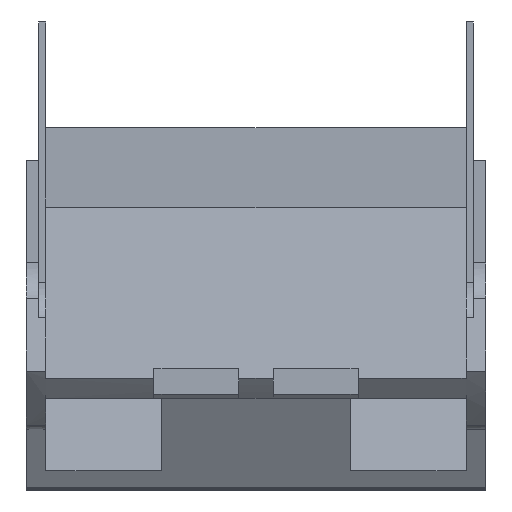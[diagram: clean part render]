
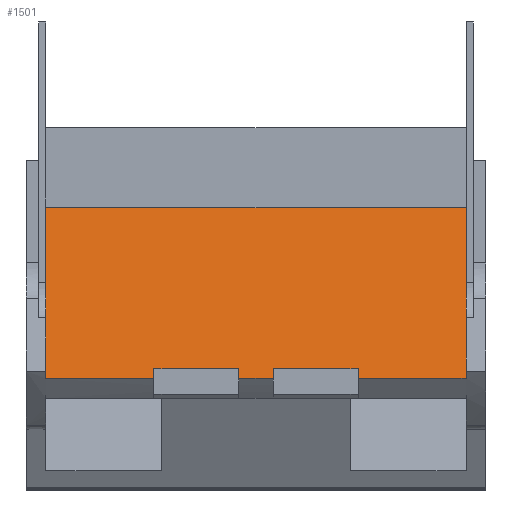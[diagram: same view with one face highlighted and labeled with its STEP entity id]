
A CAD part, top view. The second image highlights one B-rep face of the part: STEP entity #1501.
In plain terms, the highlighted planar face has unit normal (0, 0.873, 0.489).
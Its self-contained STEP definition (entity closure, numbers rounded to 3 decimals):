
#1366=AXIS2_PLACEMENT_3D('Plane Axis2P3D',#1363,#1364,#1365) ;
#567=CARTESIAN_POINT('Vertex',(21.55,13.678,88.424)) ;
#571=CARTESIAN_POINT('Control Point',(21.55,11.373,92.54)) ;
#572=CARTESIAN_POINT('Control Point',(21.55,13.678,88.424)) ;
#573=CARTESIAN_POINT('Vertex',(21.55,11.373,92.54)) ;
#576=CARTESIAN_POINT('Line Origine',(21.55,10.045,94.912)) ;
#580=CARTESIAN_POINT('Vertex',(21.55,8.716,97.285)) ;
#584=CARTESIAN_POINT('Control Point',(21.55,5.411,103.186)) ;
#585=CARTESIAN_POINT('Control Point',(21.55,6.072,102.006)) ;
#586=CARTESIAN_POINT('Control Point',(21.55,6.733,100.826)) ;
#587=CARTESIAN_POINT('Control Point',(21.55,7.394,99.645)) ;
#588=CARTESIAN_POINT('Control Point',(21.55,8.055,98.465)) ;
#589=CARTESIAN_POINT('Control Point',(21.55,8.716,97.285)) ;
#590=CARTESIAN_POINT('Vertex',(21.55,5.411,103.186)) ;
#594=CARTESIAN_POINT('Control Point',(21.55,5.297,103.39)) ;
#595=CARTESIAN_POINT('Control Point',(21.55,5.32,103.349)) ;
#596=CARTESIAN_POINT('Control Point',(21.55,5.343,103.308)) ;
#597=CARTESIAN_POINT('Control Point',(21.55,5.365,103.268)) ;
#598=CARTESIAN_POINT('Control Point',(21.55,5.388,103.227)) ;
#599=CARTESIAN_POINT('Control Point',(21.55,5.411,103.186)) ;
#600=CARTESIAN_POINT('Vertex',(21.55,5.297,103.39)) ;
#1347=CARTESIAN_POINT('Vertex',(0.95,13.678,88.424)) ;
#1350=CARTESIAN_POINT('Line Origine',(11.25,13.678,88.424)) ;
#1363=CARTESIAN_POINT('Axis2P3D Location',(19.817,9.434,96.003)) ;
#1368=CARTESIAN_POINT('Line Origine',(0.95,13.659,88.459)) ;
#1372=CARTESIAN_POINT('Vertex',(0.95,13.639,88.494)) ;
#1375=CARTESIAN_POINT('Line Origine',(0.95,12.506,90.517)) ;
#1379=CARTESIAN_POINT('Vertex',(0.95,11.373,92.54)) ;
#1382=CARTESIAN_POINT('Line Origine',(0.95,10.045,94.912)) ;
#1386=CARTESIAN_POINT('Vertex',(0.95,8.716,97.285)) ;
#1389=CARTESIAN_POINT('Line Origine',(0.95,7.063,100.235)) ;
#1393=CARTESIAN_POINT('Vertex',(0.95,5.411,103.186)) ;
#1396=CARTESIAN_POINT('Line Origine',(0.95,5.35,103.295)) ;
#1400=CARTESIAN_POINT('Vertex',(0.95,5.289,103.404)) ;
#1403=CARTESIAN_POINT('Line Origine',(3.6,5.289,103.404)) ;
#1407=CARTESIAN_POINT('Vertex',(6.25,5.289,103.404)) ;
#1410=CARTESIAN_POINT('Line Origine',(6.25,5.525,102.982)) ;
#1414=CARTESIAN_POINT('Vertex',(6.25,5.762,102.56)) ;
#1417=CARTESIAN_POINT('Line Origine',(8.325,5.762,102.56)) ;
#1421=CARTESIAN_POINT('Vertex',(10.4,5.762,102.56)) ;
#1424=CARTESIAN_POINT('Line Origine',(10.4,5.525,102.982)) ;
#1428=CARTESIAN_POINT('Vertex',(10.4,5.289,103.404)) ;
#1431=CARTESIAN_POINT('Line Origine',(11.25,5.289,103.404)) ;
#1435=CARTESIAN_POINT('Vertex',(12.1,5.289,103.404)) ;
#1438=CARTESIAN_POINT('Line Origine',(12.1,5.525,102.982)) ;
#1442=CARTESIAN_POINT('Vertex',(12.1,5.762,102.56)) ;
#1445=CARTESIAN_POINT('Line Origine',(14.175,5.762,102.56)) ;
#1449=CARTESIAN_POINT('Vertex',(16.25,5.762,102.56)) ;
#1452=CARTESIAN_POINT('Line Origine',(16.25,5.525,102.982)) ;
#1456=CARTESIAN_POINT('Vertex',(16.25,5.289,103.404)) ;
#1459=CARTESIAN_POINT('Line Origine',(18.436,5.289,103.404)) ;
#1463=CARTESIAN_POINT('Vertex',(20.622,5.289,103.404)) ;
#1466=CARTESIAN_POINT('Line Origine',(20.622,5.293,103.397)) ;
#1470=CARTESIAN_POINT('Vertex',(20.622,5.297,103.39)) ;
#1473=CARTESIAN_POINT('Line Origine',(21.086,5.297,103.39)) ;
#577=DIRECTION('Vector Direction',(0.,-0.489,0.872)) ;
#1351=DIRECTION('Vector Direction',(-1.,0.,0.)) ;
#1364=DIRECTION('Axis2P3D Direction',(0.,-0.872,-0.489)) ;
#1365=DIRECTION('Axis2P3D XDirection',(-1.,0.,0.)) ;
#1369=DIRECTION('Vector Direction',(0.,0.489,-0.872)) ;
#1376=DIRECTION('Vector Direction',(0.,0.489,-0.872)) ;
#1383=DIRECTION('Vector Direction',(0.,0.489,-0.872)) ;
#1390=DIRECTION('Vector Direction',(0.,0.489,-0.872)) ;
#1397=DIRECTION('Vector Direction',(0.,0.489,-0.872)) ;
#1404=DIRECTION('Vector Direction',(-1.,0.,0.)) ;
#1411=DIRECTION('Vector Direction',(0.,-0.489,0.872)) ;
#1418=DIRECTION('Vector Direction',(-1.,0.,0.)) ;
#1425=DIRECTION('Vector Direction',(0.,-0.489,0.872)) ;
#1432=DIRECTION('Vector Direction',(-1.,0.,0.)) ;
#1439=DIRECTION('Vector Direction',(0.,-0.489,0.872)) ;
#1446=DIRECTION('Vector Direction',(-1.,0.,0.)) ;
#1453=DIRECTION('Vector Direction',(0.,-0.489,0.872)) ;
#1460=DIRECTION('Vector Direction',(-1.,0.,0.)) ;
#1467=DIRECTION('Vector Direction',(-0.009,-0.489,0.872)) ;
#1474=DIRECTION('Vector Direction',(-1.,0.,0.)) ;
#578=VECTOR('Line Direction',#577,1.) ;
#1352=VECTOR('Line Direction',#1351,1.) ;
#1370=VECTOR('Line Direction',#1369,1.) ;
#1377=VECTOR('Line Direction',#1376,1.) ;
#1384=VECTOR('Line Direction',#1383,1.) ;
#1391=VECTOR('Line Direction',#1390,1.) ;
#1398=VECTOR('Line Direction',#1397,1.) ;
#1405=VECTOR('Line Direction',#1404,1.) ;
#1412=VECTOR('Line Direction',#1411,1.) ;
#1419=VECTOR('Line Direction',#1418,1.) ;
#1426=VECTOR('Line Direction',#1425,1.) ;
#1433=VECTOR('Line Direction',#1432,1.) ;
#1440=VECTOR('Line Direction',#1439,1.) ;
#1447=VECTOR('Line Direction',#1446,1.) ;
#1454=VECTOR('Line Direction',#1453,1.) ;
#1461=VECTOR('Line Direction',#1460,1.) ;
#1468=VECTOR('Line Direction',#1467,1.) ;
#1475=VECTOR('Line Direction',#1474,1.) ;
#1479=ORIENTED_EDGE('',*,*,#575,.T.) ;
#1480=ORIENTED_EDGE('',*,*,#1354,.F.) ;
#1481=ORIENTED_EDGE('',*,*,#1374,.F.) ;
#1482=ORIENTED_EDGE('',*,*,#1381,.T.) ;
#1483=ORIENTED_EDGE('',*,*,#1388,.F.) ;
#1484=ORIENTED_EDGE('',*,*,#1395,.F.) ;
#1485=ORIENTED_EDGE('',*,*,#1402,.T.) ;
#1486=ORIENTED_EDGE('',*,*,#1409,.T.) ;
#1487=ORIENTED_EDGE('',*,*,#1416,.F.) ;
#1488=ORIENTED_EDGE('',*,*,#1423,.F.) ;
#1489=ORIENTED_EDGE('',*,*,#1430,.T.) ;
#1490=ORIENTED_EDGE('',*,*,#1437,.T.) ;
#1491=ORIENTED_EDGE('',*,*,#1444,.F.) ;
#1492=ORIENTED_EDGE('',*,*,#1451,.F.) ;
#1493=ORIENTED_EDGE('',*,*,#1458,.T.) ;
#1494=ORIENTED_EDGE('',*,*,#1465,.T.) ;
#1495=ORIENTED_EDGE('',*,*,#1472,.T.) ;
#1496=ORIENTED_EDGE('',*,*,#1477,.F.) ;
#1497=ORIENTED_EDGE('',*,*,#602,.F.) ;
#1498=ORIENTED_EDGE('',*,*,#592,.F.) ;
#1499=ORIENTED_EDGE('',*,*,#582,.F.) ;
#1501=ADVANCED_FACE('SIDE',(#1500),#1367,.F.) ;
#570=B_SPLINE_CURVE_WITH_KNOTS('',1,(#571,#572),.UNSPECIFIED.,.F.,.U.,(2,2),(0.,4.717),.UNSPECIFIED.) ;
#583=B_SPLINE_CURVE_WITH_KNOTS('',5,(#584,#585,#586,#587,#588,#589),.UNSPECIFIED.,.F.,.U.,(6,6),(0.233,6.997),.UNSPECIFIED.) ;
#593=B_SPLINE_CURVE_WITH_KNOTS('',5,(#594,#595,#596,#597,#598,#599),.UNSPECIFIED.,.F.,.U.,(6,6),(0.,0.233),.UNSPECIFIED.) ;
#575=EDGE_CURVE('',#574,#568,#570,.T.) ;
#582=EDGE_CURVE('',#574,#581,#579,.T.) ;
#592=EDGE_CURVE('',#581,#591,#583,.F.) ;
#602=EDGE_CURVE('',#591,#601,#593,.F.) ;
#1354=EDGE_CURVE('',#1348,#568,#1353,.F.) ;
#1374=EDGE_CURVE('',#1373,#1348,#1371,.T.) ;
#1381=EDGE_CURVE('',#1373,#1380,#1378,.F.) ;
#1388=EDGE_CURVE('',#1387,#1380,#1385,.T.) ;
#1395=EDGE_CURVE('',#1394,#1387,#1392,.T.) ;
#1402=EDGE_CURVE('',#1394,#1401,#1399,.F.) ;
#1409=EDGE_CURVE('',#1401,#1408,#1406,.F.) ;
#1416=EDGE_CURVE('',#1415,#1408,#1413,.T.) ;
#1423=EDGE_CURVE('',#1422,#1415,#1420,.T.) ;
#1430=EDGE_CURVE('',#1422,#1429,#1427,.T.) ;
#1437=EDGE_CURVE('',#1429,#1436,#1434,.F.) ;
#1444=EDGE_CURVE('',#1443,#1436,#1441,.T.) ;
#1451=EDGE_CURVE('',#1450,#1443,#1448,.T.) ;
#1458=EDGE_CURVE('',#1450,#1457,#1455,.T.) ;
#1465=EDGE_CURVE('',#1457,#1464,#1462,.F.) ;
#1472=EDGE_CURVE('',#1464,#1471,#1469,.F.) ;
#1477=EDGE_CURVE('',#601,#1471,#1476,.T.) ;
#1478=EDGE_LOOP('',(#1479,#1480,#1481,#1482,#1483,#1484,#1485,#1486,#1487,#1488,#1489,#1490,#1491,#1492,#1493,#1494,#1495,#1496,#1497,#1498,#1499)) ;
#1500=FACE_OUTER_BOUND('',#1478,.T.) ;
#579=LINE('Line',#576,#578) ;
#1353=LINE('Line',#1350,#1352) ;
#1371=LINE('Line',#1368,#1370) ;
#1378=LINE('Line',#1375,#1377) ;
#1385=LINE('Line',#1382,#1384) ;
#1392=LINE('Line',#1389,#1391) ;
#1399=LINE('Line',#1396,#1398) ;
#1406=LINE('Line',#1403,#1405) ;
#1413=LINE('Line',#1410,#1412) ;
#1420=LINE('Line',#1417,#1419) ;
#1427=LINE('Line',#1424,#1426) ;
#1434=LINE('Line',#1431,#1433) ;
#1441=LINE('Line',#1438,#1440) ;
#1448=LINE('Line',#1445,#1447) ;
#1455=LINE('Line',#1452,#1454) ;
#1462=LINE('Line',#1459,#1461) ;
#1469=LINE('Line',#1466,#1468) ;
#1476=LINE('Line',#1473,#1475) ;
#1367=PLANE('',#1366) ;
#568=VERTEX_POINT('',#567) ;
#574=VERTEX_POINT('',#573) ;
#581=VERTEX_POINT('',#580) ;
#591=VERTEX_POINT('',#590) ;
#601=VERTEX_POINT('',#600) ;
#1348=VERTEX_POINT('',#1347) ;
#1373=VERTEX_POINT('',#1372) ;
#1380=VERTEX_POINT('',#1379) ;
#1387=VERTEX_POINT('',#1386) ;
#1394=VERTEX_POINT('',#1393) ;
#1401=VERTEX_POINT('',#1400) ;
#1408=VERTEX_POINT('',#1407) ;
#1415=VERTEX_POINT('',#1414) ;
#1422=VERTEX_POINT('',#1421) ;
#1429=VERTEX_POINT('',#1428) ;
#1436=VERTEX_POINT('',#1435) ;
#1443=VERTEX_POINT('',#1442) ;
#1450=VERTEX_POINT('',#1449) ;
#1457=VERTEX_POINT('',#1456) ;
#1464=VERTEX_POINT('',#1463) ;
#1471=VERTEX_POINT('',#1470) ;
